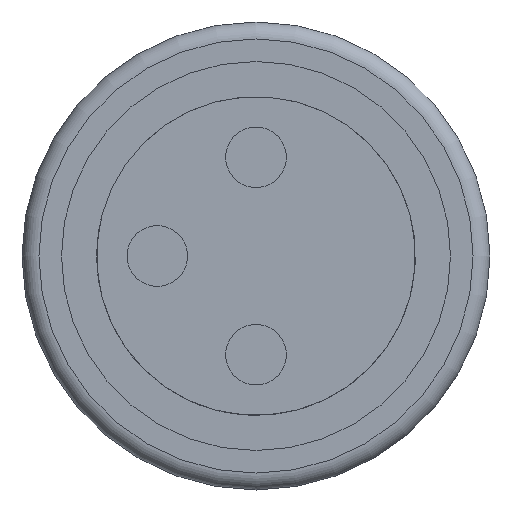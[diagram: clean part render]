
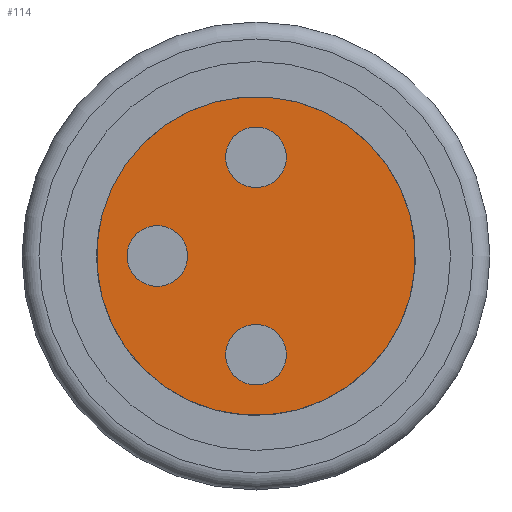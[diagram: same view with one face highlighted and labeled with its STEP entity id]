
A CAD part, front view. The second image highlights one B-rep face of the part: STEP entity #114.
In plain terms, the highlighted planar face has unit normal (0, -1, 0).
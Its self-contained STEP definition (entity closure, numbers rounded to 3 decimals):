
#59=PLANE('',#557);
#114=ADVANCED_FACE('6-0-1',(#182,#183,#184,#185),#59,.T.);
#182=FACE_BOUND('',#260,.T.);
#183=FACE_BOUND('',#261,.T.);
#184=FACE_BOUND('',#262,.T.);
#185=FACE_BOUND('',#263,.T.);
#260=EDGE_LOOP('',(#344));
#261=EDGE_LOOP('',(#345));
#262=EDGE_LOOP('',(#346));
#263=EDGE_LOOP('',(#347));
#344=ORIENTED_EDGE('',*,*,#435,.T.);
#345=ORIENTED_EDGE('',*,*,#434,.T.);
#346=ORIENTED_EDGE('',*,*,#433,.T.);
#347=ORIENTED_EDGE('',*,*,#432,.T.);
#390=VERTEX_POINT('',#836);
#391=VERTEX_POINT('',#839);
#392=VERTEX_POINT('',#842);
#393=VERTEX_POINT('',#845);
#432=EDGE_CURVE('',#390,#390,#474,.T.);
#433=EDGE_CURVE('',#391,#391,#475,.T.);
#434=EDGE_CURVE('',#392,#392,#476,.T.);
#435=EDGE_CURVE('',#393,#393,#477,.T.);
#474=CIRCLE('',#550,0.537);
#475=CIRCLE('',#552,0.538);
#476=CIRCLE('',#554,0.538);
#477=CIRCLE('',#556,2.825);
#550=AXIS2_PLACEMENT_3D('',#835,#703,#704);
#552=AXIS2_PLACEMENT_3D('',#838,#707,#708);
#554=AXIS2_PLACEMENT_3D('',#841,#711,#712);
#556=AXIS2_PLACEMENT_3D('',#844,#715,#716);
#557=AXIS2_PLACEMENT_3D('',#846,#717,#718);
#703=DIRECTION('',(0.,1.,0.));
#704=DIRECTION('',(0.966,0.,-0.259));
#707=DIRECTION('',(0.,1.,0.));
#708=DIRECTION('',(0.966,0.,-0.259));
#711=DIRECTION('',(0.,1.,0.));
#712=DIRECTION('',(0.966,0.,-0.259));
#715=DIRECTION('',(0.,-1.,0.));
#716=DIRECTION('',(-0.966,0.,0.259));
#717=DIRECTION('',(0.,-1.,0.));
#718=DIRECTION('',(0.259,0.,0.966));
#835=CARTESIAN_POINT('',(50.,44.1,1.75));
#836=CARTESIAN_POINT('',(50.519,44.1,1.611));
#838=CARTESIAN_POINT('',(50.,44.1,-1.75));
#839=CARTESIAN_POINT('',(50.519,44.1,-1.889));
#841=CARTESIAN_POINT('',(48.25,44.1,0.));
#842=CARTESIAN_POINT('',(48.769,44.1,-0.139));
#844=CARTESIAN_POINT('',(50.,44.1,0.));
#845=CARTESIAN_POINT('',(47.271,44.1,0.731));
#846=CARTESIAN_POINT('',(48.024,44.1,3.541));
